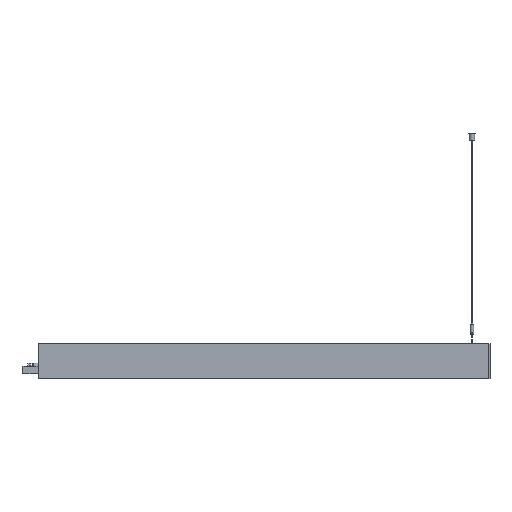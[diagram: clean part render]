
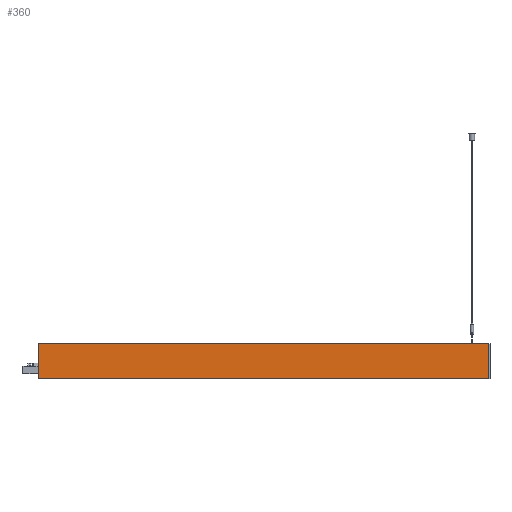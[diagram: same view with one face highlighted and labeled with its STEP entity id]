
A CAD part, front view. The second image highlights one B-rep face of the part: STEP entity #360.
In plain terms, the highlighted planar face has unit normal (0, -1, 0).
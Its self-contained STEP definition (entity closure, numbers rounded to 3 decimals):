
#360=ADVANCED_FACE('',(#641),#515,.F.);
#515=PLANE('',#3295);
#641=FACE_OUTER_BOUND('',#802,.T.);
#802=EDGE_LOOP('',(#1379,#1380,#1381,#1382,#1383));
#1379=ORIENTED_EDGE('',*,*,#2357,.T.);
#1380=ORIENTED_EDGE('',*,*,#2358,.T.);
#1381=ORIENTED_EDGE('',*,*,#2359,.T.);
#1382=ORIENTED_EDGE('',*,*,#2360,.F.);
#1383=ORIENTED_EDGE('',*,*,#2296,.F.);
#1937=VERTEX_POINT('',#4760);
#1938=VERTEX_POINT('',#4762);
#1978=VERTEX_POINT('',#4881);
#1979=VERTEX_POINT('',#4885);
#1980=VERTEX_POINT('',#4887);
#2296=EDGE_CURVE('',#1937,#1938,#2712,.T.);
#2357=EDGE_CURVE('',#1937,#1978,#2765,.T.);
#2358=EDGE_CURVE('',#1978,#1979,#2766,.T.);
#2359=EDGE_CURVE('',#1979,#1980,#2767,.T.);
#2360=EDGE_CURVE('',#1938,#1980,#2768,.T.);
#2712=LINE('',#4761,#3024);
#2765=LINE('',#4882,#3077);
#2766=LINE('',#4884,#3078);
#2767=LINE('',#4886,#3079);
#2768=LINE('',#4888,#3080);
#3024=VECTOR('',#3835,1.);
#3077=VECTOR('',#3942,1.);
#3078=VECTOR('',#3945,1.);
#3079=VECTOR('',#3946,1.);
#3080=VECTOR('',#3947,1.);
#3295=AXIS2_PLACEMENT_3D('',#4889,#3948,#3949);
#3835=DIRECTION('',(0.,0.,1.));
#3942=DIRECTION('',(1.,0.,0.));
#3945=DIRECTION('',(0.,0.,1.));
#3946=DIRECTION('',(0.,0.,1.));
#3947=DIRECTION('',(1.,0.,0.));
#3948=DIRECTION('',(0.,1.,0.));
#3949=DIRECTION('',(0.,0.,-1.));
#4760=CARTESIAN_POINT('',(-701.,-30.,-109.966));
#4761=CARTESIAN_POINT('',(-701.,-30.,-109.666));
#4762=CARTESIAN_POINT('',(-701.,-30.,0.034));
#4881=CARTESIAN_POINT('',(701.,-30.,-109.966));
#4882=CARTESIAN_POINT('',(-701.,-30.,-109.966));
#4884=CARTESIAN_POINT('',(701.,-30.,-109.666));
#4885=CARTESIAN_POINT('',(701.,-30.,0.));
#4886=CARTESIAN_POINT('',(701.,-30.,-109.666));
#4887=CARTESIAN_POINT('',(701.,-30.,0.034));
#4888=CARTESIAN_POINT('',(-701.,-30.,0.034));
#4889=CARTESIAN_POINT('',(-701.,-30.,-109.666));
